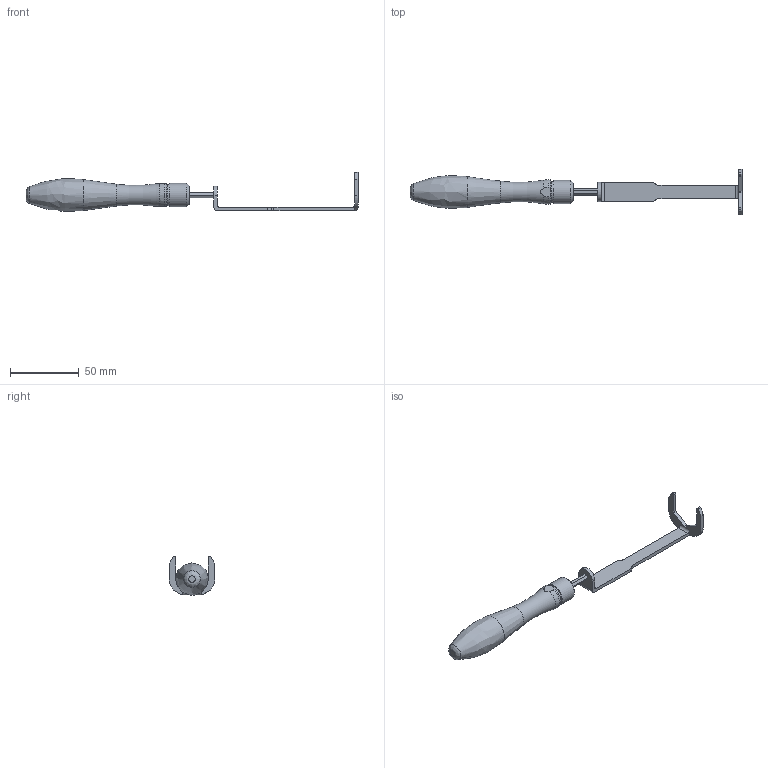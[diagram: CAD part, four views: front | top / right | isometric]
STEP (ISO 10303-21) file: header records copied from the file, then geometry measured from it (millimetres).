
FILE_DESCRIPTION(/* description */ (''),/* implementation_level */ '2;1');
FILE_NAME(/* name */ '07-0082-000.stp',/* time_stamp */ '2016-07-26T08:03:02+02:00',/* author */ (''),/* organization */ ('Franz Binder GmbH & Co.'),/* preprocessor_version */ 'ST-DEVELOPER v14',/* originating_system */ 'SIEMENS PLM Software NX 8.0',/* authorisation */ '');
FILE_SCHEMA (('AUTOMOTIVE_DESIGN { 1 0 10303 214 3 1 1 1 }'));
Length unit declared in the file: millimetre
Products named in the file (1): sgro14C43C10wmdk
Bounding box: 242 x 33 x 28.44 mm (x, y, z)
Volume: 34263 mm3; surface area: 15196.9 mm2
Topology: 2 solids, 2 shells, 82 faces, 217 edges, 143 vertices
Faces by surface type: plane 47, cylinder 24, cone 6, bspline 4, torus 1
Full cylindrical faces by diameter (mm): 3.4 x1, 4 x1, 6.5 x1, 15.2 x1, 17 x1
Entity records: 2604 total; most frequent: CARTESIAN_POINT 609, DIRECTION 404, ORIENTED_EDGE 394, EDGE_CURVE 197, AXIS2_PLACEMENT_3D 144, VERTEX_POINT 137, LINE 116, VECTOR 116
